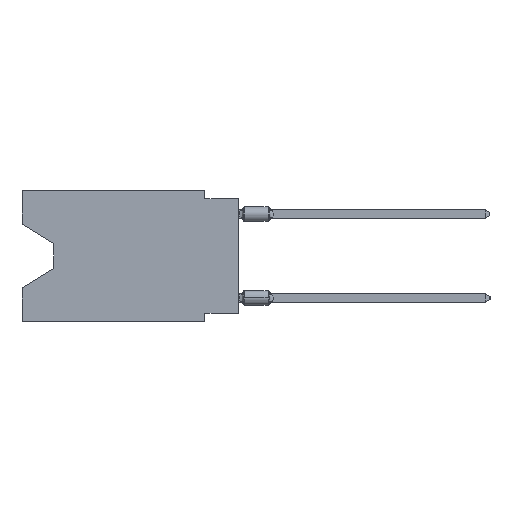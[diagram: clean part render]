
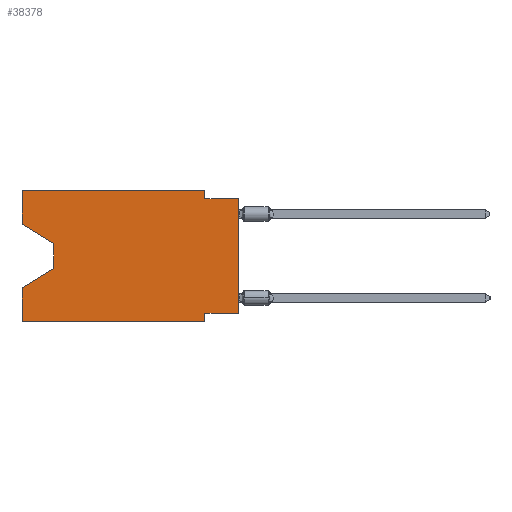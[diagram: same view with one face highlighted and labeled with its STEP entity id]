
A CAD part, left-side view. The second image highlights one B-rep face of the part: STEP entity #38378.
In plain terms, the highlighted planar face has unit normal (-1, 0, 0).
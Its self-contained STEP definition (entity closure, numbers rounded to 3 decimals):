
#1223 = EDGE_CURVE ( 'NONE', #4900, #5243, #32088, .T. ) ;
#1531 = CARTESIAN_POINT ( 'NONE',  ( 0., 16.383, -2.546 ) ) ;
#1940 = DIRECTION ( 'NONE',  ( 1., 0., 0. ) ) ;
#2686 = ORIENTED_EDGE ( 'NONE', *, *, #27401, .F. ) ;
#2927 = VECTOR ( 'NONE', #5975, 1000. ) ;
#3654 = DIRECTION ( 'NONE',  ( 0., -1., 0. ) ) ;
#3785 = CARTESIAN_POINT ( 'NONE',  ( 0., 0., 0. ) ) ;
#3837 = VERTEX_POINT ( 'NONE', #13472 ) ;
#4036 = VERTEX_POINT ( 'NONE', #26949 ) ;
#4125 = ORIENTED_EDGE ( 'NONE', *, *, #26818, .F. ) ;
#4560 = CARTESIAN_POINT ( 'NONE',  ( 0., 13.97, -5.893 ) ) ;
#4827 = DIRECTION ( 'NONE',  ( 0., -1., 0. ) ) ;
#4900 = VERTEX_POINT ( 'NONE', #5956 ) ;
#5072 = CARTESIAN_POINT ( 'NONE',  ( 0., 13.97, -4.013 ) ) ;
#5243 = VERTEX_POINT ( 'NONE', #39548 ) ;
#5800 = CARTESIAN_POINT ( 'NONE',  ( 0., 0., -9.271 ) ) ;
#5931 = CARTESIAN_POINT ( 'NONE',  ( 0., 16.383, 0. ) ) ;
#5956 = CARTESIAN_POINT ( 'NONE',  ( 0., 16.383, -9.906 ) ) ;
#5975 = DIRECTION ( 'NONE',  ( 0., 0., 1. ) ) ;
#6056 = AXIS2_PLACEMENT_3D ( 'NONE', #39708, #1940, #11302 ) ;
#6667 = VERTEX_POINT ( 'NONE', #10494 ) ;
#7727 = CARTESIAN_POINT ( 'NONE',  ( 0., 16.383, 0. ) ) ;
#9404 = ORIENTED_EDGE ( 'NONE', *, *, #1223, .T. ) ;
#9595 = ORIENTED_EDGE ( 'NONE', *, *, #14494, .F. ) ;
#10494 = CARTESIAN_POINT ( 'NONE',  ( 0., 13.97, -5.893 ) ) ;
#10640 = VERTEX_POINT ( 'NONE', #15870 ) ;
#10843 = DIRECTION ( 'NONE',  ( 0., 0., 1. ) ) ;
#11003 = CARTESIAN_POINT ( 'NONE',  ( 0., 2.54, -0.635 ) ) ;
#11302 = DIRECTION ( 'NONE',  ( 0., 0., -1. ) ) ;
#11307 = VERTEX_POINT ( 'NONE', #34601 ) ;
#11630 = DIRECTION ( 'NONE',  ( 0., 0., -1. ) ) ;
#11682 = CARTESIAN_POINT ( 'NONE',  ( 0., 0., -0.635 ) ) ;
#12232 = LINE ( 'NONE', #34427, #2927 ) ;
#12796 = CARTESIAN_POINT ( 'NONE',  ( 0., 16.383, -9.906 ) ) ;
#13146 = VECTOR ( 'NONE', #4827, 1000. ) ;
#13158 = EDGE_CURVE ( 'NONE', #6667, #36494, #35500, .T. ) ;
#13472 = CARTESIAN_POINT ( 'NONE',  ( 0., 2.54, 0. ) ) ;
#14494 = EDGE_CURVE ( 'NONE', #3837, #20410, #17646, .T. ) ;
#14819 = VECTOR ( 'NONE', #35545, 1000. ) ;
#15109 = LINE ( 'NONE', #27762, #35106 ) ;
#15263 = EDGE_CURVE ( 'NONE', #21651, #6667, #23963, .T. ) ;
#15571 = CARTESIAN_POINT ( 'NONE',  ( 0., 16.383, -2.546 ) ) ;
#15613 = ORIENTED_EDGE ( 'NONE', *, *, #36372, .F. ) ;
#15770 = VECTOR ( 'NONE', #3654, 1000. ) ;
#15870 = CARTESIAN_POINT ( 'NONE',  ( 0., 2.54, -9.271 ) ) ;
#16259 = CARTESIAN_POINT ( 'NONE',  ( 0., 13.97, -4.013 ) ) ;
#16547 = VECTOR ( 'NONE', #18269, 1000. ) ;
#17321 = LINE ( 'NONE', #1531, #22572 ) ;
#17433 = DIRECTION ( 'NONE',  ( 0., 0.855, -0.519 ) ) ;
#17646 = LINE ( 'NONE', #33620, #18134 ) ;
#18134 = VECTOR ( 'NONE', #11630, 1000. ) ;
#18269 = DIRECTION ( 'NONE',  ( 0., 1., 0. ) ) ;
#19233 = VERTEX_POINT ( 'NONE', #15571 ) ;
#20202 = DIRECTION ( 'NONE',  ( 0., -0.855, -0.519 ) ) ;
#20410 = VERTEX_POINT ( 'NONE', #11003 ) ;
#21054 = VECTOR ( 'NONE', #24837, 1000. ) ;
#21651 = VERTEX_POINT ( 'NONE', #16259 ) ;
#22572 = VECTOR ( 'NONE', #20202, 1000. ) ;
#23283 = LINE ( 'NONE', #7727, #14819 ) ;
#23963 = LINE ( 'NONE', #5072, #36093 ) ;
#24143 = EDGE_CURVE ( 'NONE', #19233, #11307, #12232, .T. ) ;
#24837 = DIRECTION ( 'NONE',  ( 0., 0., 1. ) ) ;
#25219 = CARTESIAN_POINT ( 'NONE',  ( 0., 0., -9.271 ) ) ;
#26640 = ORIENTED_EDGE ( 'NONE', *, *, #15263, .T. ) ;
#26818 = EDGE_CURVE ( 'NONE', #4900, #36494, #32091, .T. ) ;
#26949 = CARTESIAN_POINT ( 'NONE',  ( 0., 0., -0.635 ) ) ;
#27170 = ORIENTED_EDGE ( 'NONE', *, *, #24143, .F. ) ;
#27401 = EDGE_CURVE ( 'NONE', #20410, #4036, #36585, .T. ) ;
#27627 = ORIENTED_EDGE ( 'NONE', *, *, #13158, .T. ) ;
#27762 = CARTESIAN_POINT ( 'NONE',  ( 0., 2.54, -9.906 ) ) ;
#27875 = PLANE ( 'NONE',  #6056 ) ;
#28074 = VECTOR ( 'NONE', #10843, 1000. ) ;
#28365 = CARTESIAN_POINT ( 'NONE',  ( 0., 16.383, -7.36 ) ) ;
#28835 = EDGE_LOOP ( 'NONE', ( #29429, #26640, #27627, #4125, #9404, #15613, #40308, #40745, #2686, #9595, #30787, #27170 ) ) ;
#28942 = EDGE_CURVE ( 'NONE', #36903, #10640, #34252, .T. ) ;
#29429 = ORIENTED_EDGE ( 'NONE', *, *, #30055, .T. ) ;
#30055 = EDGE_CURVE ( 'NONE', #19233, #21651, #17321, .T. ) ;
#30382 = FACE_OUTER_BOUND ( 'NONE', #28835, .T. ) ;
#30645 = VECTOR ( 'NONE', #17433, 1000. ) ;
#30787 = ORIENTED_EDGE ( 'NONE', *, *, #40843, .F. ) ;
#32088 = LINE ( 'NONE', #12796, #15770 ) ;
#32091 = LINE ( 'NONE', #5931, #21054 ) ;
#33620 = CARTESIAN_POINT ( 'NONE',  ( 0., 2.54, 0. ) ) ;
#34252 = LINE ( 'NONE', #5800, #16547 ) ;
#34397 = DIRECTION ( 'NONE',  ( 0., 0., -1. ) ) ;
#34427 = CARTESIAN_POINT ( 'NONE',  ( 0., 16.383, 0. ) ) ;
#34601 = CARTESIAN_POINT ( 'NONE',  ( 0., 16.383, 0. ) ) ;
#35106 = VECTOR ( 'NONE', #34397, 1000. ) ;
#35500 = LINE ( 'NONE', #4560, #30645 ) ;
#35545 = DIRECTION ( 'NONE',  ( 0., -1., 0. ) ) ;
#35820 = DIRECTION ( 'NONE',  ( 0., 0., -1. ) ) ;
#36093 = VECTOR ( 'NONE', #35820, 1000. ) ;
#36372 = EDGE_CURVE ( 'NONE', #10640, #5243, #15109, .T. ) ;
#36494 = VERTEX_POINT ( 'NONE', #28365 ) ;
#36585 = LINE ( 'NONE', #11682, #13146 ) ;
#36903 = VERTEX_POINT ( 'NONE', #25219 ) ;
#38378 = ADVANCED_FACE ( 'NONE', ( #30382 ), #27875, .F. ) ;
#39255 = LINE ( 'NONE', #3785, #28074 ) ;
#39548 = CARTESIAN_POINT ( 'NONE',  ( 0., 2.54, -9.906 ) ) ;
#39663 = EDGE_CURVE ( 'NONE', #36903, #4036, #39255, .T. ) ;
#39708 = CARTESIAN_POINT ( 'NONE',  ( 0., 16.383, 0. ) ) ;
#40308 = ORIENTED_EDGE ( 'NONE', *, *, #28942, .F. ) ;
#40745 = ORIENTED_EDGE ( 'NONE', *, *, #39663, .T. ) ;
#40843 = EDGE_CURVE ( 'NONE', #11307, #3837, #23283, .T. ) ;
